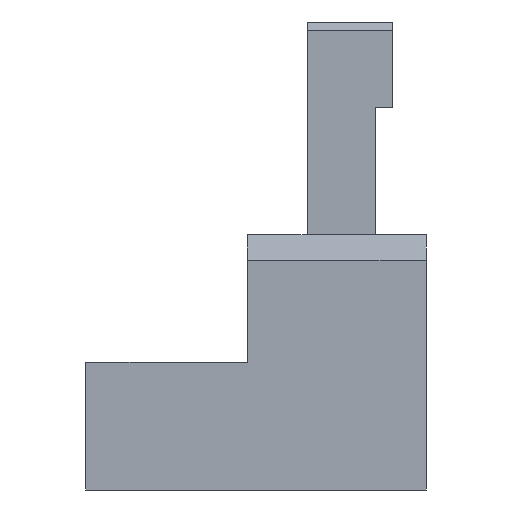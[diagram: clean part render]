
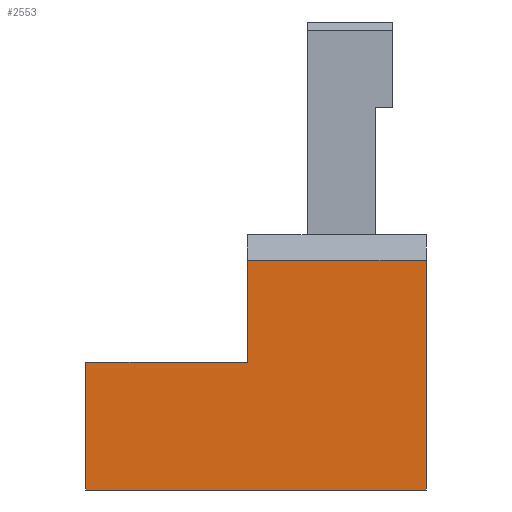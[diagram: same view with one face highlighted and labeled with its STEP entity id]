
A CAD part, left-side view. The second image highlights one B-rep face of the part: STEP entity #2553.
In plain terms, the highlighted planar face has unit normal (-1, 0, 0).
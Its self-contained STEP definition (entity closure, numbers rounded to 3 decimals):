
#2519=AXIS2_PLACEMENT_3D('Plane Axis2P3D',#2516,#2517,#2518) ;
#1974=CARTESIAN_POINT('Vertex',(-50.,53.,-128.4)) ;
#1977=CARTESIAN_POINT('Line Origine',(-50.,43.5,-128.4)) ;
#1981=CARTESIAN_POINT('Vertex',(-50.,34.,-128.4)) ;
#2116=CARTESIAN_POINT('Vertex',(-50.,13.,-143.4)) ;
#2119=CARTESIAN_POINT('Line Origine',(-50.,33.,-143.4)) ;
#2123=CARTESIAN_POINT('Vertex',(-50.,53.,-143.4)) ;
#2516=CARTESIAN_POINT('Axis2P3D Location',(-50.,0.,0.)) ;
#2521=CARTESIAN_POINT('Line Origine',(-50.,34.,-122.4)) ;
#2525=CARTESIAN_POINT('Vertex',(-50.,34.,-116.4)) ;
#2528=CARTESIAN_POINT('Line Origine',(-50.,53.,-135.9)) ;
#2533=CARTESIAN_POINT('Line Origine',(-50.,13.,-129.9)) ;
#2537=CARTESIAN_POINT('Vertex',(-50.,13.,-116.4)) ;
#2540=CARTESIAN_POINT('Line Origine',(-50.,23.5,-116.4)) ;
#1978=DIRECTION('Vector Direction',(0.,-1.,0.)) ;
#2120=DIRECTION('Vector Direction',(0.,1.,0.)) ;
#2517=DIRECTION('Axis2P3D Direction',(-1.,0.,0.)) ;
#2518=DIRECTION('Axis2P3D XDirection',(0.,1.,0.)) ;
#2522=DIRECTION('Vector Direction',(0.,0.,1.)) ;
#2529=DIRECTION('Vector Direction',(0.,0.,1.)) ;
#2534=DIRECTION('Vector Direction',(0.,0.,-1.)) ;
#2541=DIRECTION('Vector Direction',(0.,-1.,0.)) ;
#1979=VECTOR('Line Direction',#1978,1.) ;
#2121=VECTOR('Line Direction',#2120,1.) ;
#2523=VECTOR('Line Direction',#2522,1.) ;
#2530=VECTOR('Line Direction',#2529,1.) ;
#2535=VECTOR('Line Direction',#2534,1.) ;
#2542=VECTOR('Line Direction',#2541,1.) ;
#2546=ORIENTED_EDGE('',*,*,#2527,.T.) ;
#2547=ORIENTED_EDGE('',*,*,#1983,.T.) ;
#2548=ORIENTED_EDGE('',*,*,#2532,.T.) ;
#2549=ORIENTED_EDGE('',*,*,#2125,.T.) ;
#2550=ORIENTED_EDGE('',*,*,#2539,.T.) ;
#2551=ORIENTED_EDGE('',*,*,#2544,.T.) ;
#2553=ADVANCED_FACE('Terminali anteriori multicavo MC inferiori',(#2552),#2520,.T.) ;
#1983=EDGE_CURVE('',#1982,#1975,#1980,.F.) ;
#2125=EDGE_CURVE('',#2124,#2117,#2122,.F.) ;
#2527=EDGE_CURVE('',#2526,#1982,#2524,.F.) ;
#2532=EDGE_CURVE('',#1975,#2124,#2531,.F.) ;
#2539=EDGE_CURVE('',#2117,#2538,#2536,.F.) ;
#2544=EDGE_CURVE('',#2538,#2526,#2543,.F.) ;
#2545=EDGE_LOOP('',(#2546,#2547,#2548,#2549,#2550,#2551)) ;
#2552=FACE_OUTER_BOUND('',#2545,.T.) ;
#1980=LINE('Line',#1977,#1979) ;
#2122=LINE('Line',#2119,#2121) ;
#2524=LINE('Line',#2521,#2523) ;
#2531=LINE('Line',#2528,#2530) ;
#2536=LINE('Line',#2533,#2535) ;
#2543=LINE('Line',#2540,#2542) ;
#2520=PLANE('',#2519) ;
#1975=VERTEX_POINT('',#1974) ;
#1982=VERTEX_POINT('',#1981) ;
#2117=VERTEX_POINT('',#2116) ;
#2124=VERTEX_POINT('',#2123) ;
#2526=VERTEX_POINT('',#2525) ;
#2538=VERTEX_POINT('',#2537) ;
